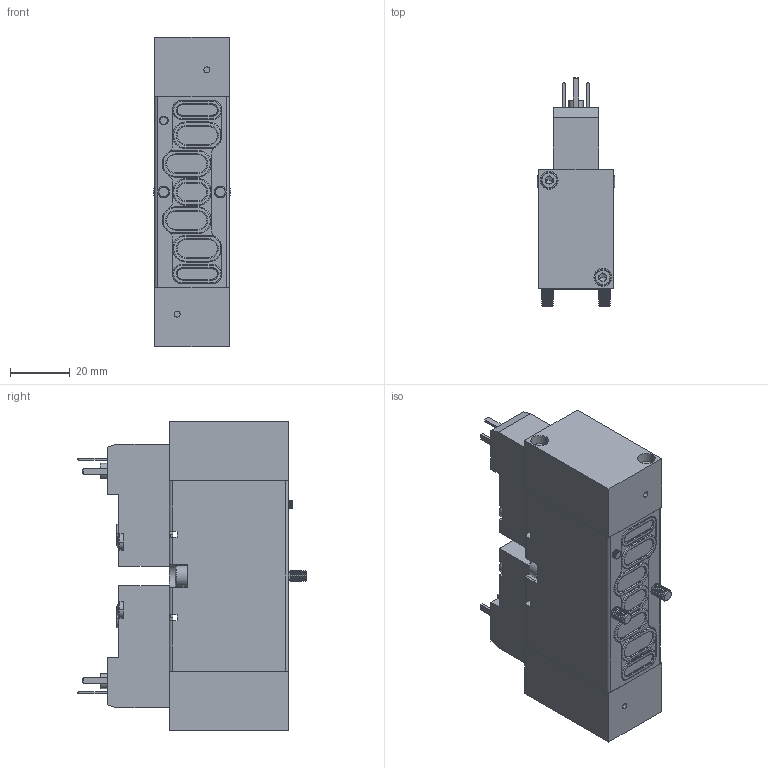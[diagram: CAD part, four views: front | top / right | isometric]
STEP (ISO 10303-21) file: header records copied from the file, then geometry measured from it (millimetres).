
FILE_DESCRIPTION (( 'STEP AP214' ), '1' );
FILE_NAME ('05_180_4.STEP', '2016-02-29T16:29:34', ( '' ), ( '' ), 'SwSTEP 2.0', 'SolidWorks 2016', '' );
FILE_SCHEMA (( 'AUTOMOTIVE_DESIGN' ));
Length unit declared in the file: millimetre
Products named in the file (1): 05_180_4
Bounding box: 26 x 76.8 x 104 mm (x, y, z)
Volume: 127114.6 mm3; surface area: 33975.3 mm2
Topology: 13 solids, 13 shells, 2420 faces, 6232 edges, 3846 vertices
Faces by surface type: cone 1046, cylinder 750, plane 452, torus 128, bspline 36, sphere 8
Entity records: 78418 total; most frequent: CARTESIAN_POINT 14739, DIRECTION 14228, ORIENTED_EDGE 12392, EDGE_CURVE 6196, AXIS2_PLACEMENT_3D 5807, VERTEX_POINT 3846, CIRCLE 3422, LINE 2614
